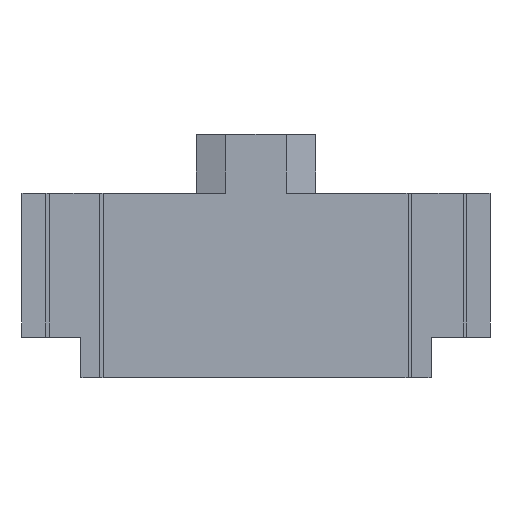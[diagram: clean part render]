
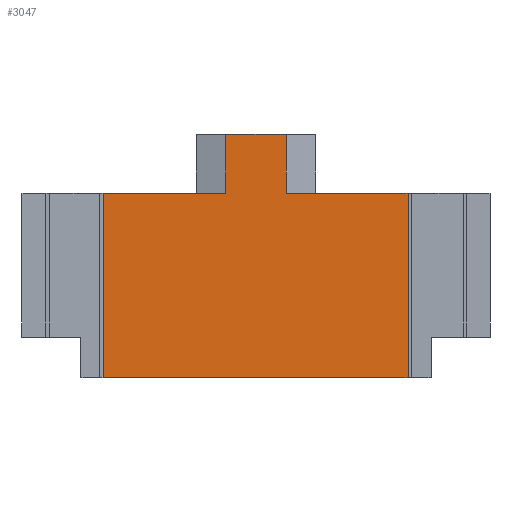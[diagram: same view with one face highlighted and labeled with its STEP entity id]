
A CAD part, front view. The second image highlights one B-rep face of the part: STEP entity #3047.
In plain terms, the highlighted planar face has unit normal (0, -1, 0).
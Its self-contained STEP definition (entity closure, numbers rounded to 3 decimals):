
#32 = PLANE('',#33);
#33 = AXIS2_PLACEMENT_3D('',#34,#35,#36);
#34 = CARTESIAN_POINT('',(12.7,15.9,-6.6));
#35 = DIRECTION('',(0.,0.,-1.));
#36 = DIRECTION('',(0.,-1.,0.));
#281 = VERTEX_POINT('',#282);
#282 = CARTESIAN_POINT('',(8.25,-15.9,-6.6));
#296 = PLANE('',#297);
#297 = AXIS2_PLACEMENT_3D('',#298,#299,#300);
#298 = CARTESIAN_POINT('',(8.25,-15.9,-6.6));
#299 = DIRECTION('',(-1.,0.,0.));
#300 = DIRECTION('',(0.,0.,1.));
#308 = EDGE_CURVE('',#281,#309,#311,.T.);
#309 = VERTEX_POINT('',#310);
#310 = CARTESIAN_POINT('',(-8.3,-15.9,-6.6));
#311 = SURFACE_CURVE('',#312,(#316,#323),.PCURVE_S1.);
#312 = LINE('',#313,#314);
#313 = CARTESIAN_POINT('',(8.25,-15.9,-6.6));
#314 = VECTOR('',#315,1.);
#315 = DIRECTION('',(-1.,0.,0.));
#316 = PCURVE('',#32,#317);
#317 = DEFINITIONAL_REPRESENTATION('',(#318),#322);
#318 = LINE('',#319,#320);
#319 = CARTESIAN_POINT('',(31.8,4.45));
#320 = VECTOR('',#321,1.);
#321 = DIRECTION('',(0.,1.));
#322 = ( GEOMETRIC_REPRESENTATION_CONTEXT(2) 
PARAMETRIC_REPRESENTATION_CONTEXT() REPRESENTATION_CONTEXT('2D SPACE',''
  ) );
#323 = PCURVE('',#324,#329);
#324 = PLANE('',#325);
#325 = AXIS2_PLACEMENT_3D('',#326,#327,#328);
#326 = CARTESIAN_POINT('',(9.5,-15.9,-6.6));
#327 = DIRECTION('',(0.,1.,0.));
#328 = DIRECTION('',(0.,0.,1.));
#329 = DEFINITIONAL_REPRESENTATION('',(#330),#334);
#330 = LINE('',#331,#332);
#331 = CARTESIAN_POINT('',(0.,-1.25));
#332 = VECTOR('',#333,1.);
#333 = DIRECTION('',(0.,-1.));
#334 = ( GEOMETRIC_REPRESENTATION_CONTEXT(2) 
PARAMETRIC_REPRESENTATION_CONTEXT() REPRESENTATION_CONTEXT('2D SPACE',''
  ) );
#352 = PLANE('',#353);
#353 = AXIS2_PLACEMENT_3D('',#354,#355,#356);
#354 = CARTESIAN_POINT('',(-8.3,-15.3,-6.6));
#355 = DIRECTION('',(-1.,0.,0.));
#356 = DIRECTION('',(0.,0.,1.));
#2354 = PLANE('',#2355);
#2355 = AXIS2_PLACEMENT_3D('',#2356,#2357,#2358);
#2356 = CARTESIAN_POINT('',(-11.25,15.4,3.4));
#2357 = DIRECTION('',(-0.,0.,-1.));
#2358 = DIRECTION('',(0.,1.,0.));
#2410 = PLANE('',#2411);
#2411 = AXIS2_PLACEMENT_3D('',#2412,#2413,#2414);
#2412 = CARTESIAN_POINT('',(-1.65,-16.,6.6));
#2413 = DIRECTION('',(0.,0.,1.));
#2414 = DIRECTION('',(1.,0.,-0.));
#2466 = PLANE('',#2467);
#2467 = AXIS2_PLACEMENT_3D('',#2468,#2469,#2470);
#2468 = CARTESIAN_POINT('',(-11.25,15.4,3.4));
#2469 = DIRECTION('',(-0.,0.,-1.));
#2470 = DIRECTION('',(0.,1.,0.));
#3003 = EDGE_CURVE('',#281,#3004,#3006,.T.);
#3004 = VERTEX_POINT('',#3005);
#3005 = CARTESIAN_POINT('',(8.25,-15.9,3.4));
#3006 = SURFACE_CURVE('',#3007,(#3011,#3018),.PCURVE_S1.);
#3007 = LINE('',#3008,#3009);
#3008 = CARTESIAN_POINT('',(8.25,-15.9,-6.6));
#3009 = VECTOR('',#3010,1.);
#3010 = DIRECTION('',(0.,0.,1.));
#3011 = PCURVE('',#296,#3012);
#3012 = DEFINITIONAL_REPRESENTATION('',(#3013),#3017);
#3013 = LINE('',#3014,#3015);
#3014 = CARTESIAN_POINT('',(0.,0.));
#3015 = VECTOR('',#3016,1.);
#3016 = DIRECTION('',(1.,0.));
#3017 = ( GEOMETRIC_REPRESENTATION_CONTEXT(2) 
PARAMETRIC_REPRESENTATION_CONTEXT() REPRESENTATION_CONTEXT('2D SPACE',''
  ) );
#3018 = PCURVE('',#324,#3019);
#3019 = DEFINITIONAL_REPRESENTATION('',(#3020),#3024);
#3020 = LINE('',#3021,#3022);
#3021 = CARTESIAN_POINT('',(0.,-1.25));
#3022 = VECTOR('',#3023,1.);
#3023 = DIRECTION('',(1.,0.));
#3024 = ( GEOMETRIC_REPRESENTATION_CONTEXT(2) 
PARAMETRIC_REPRESENTATION_CONTEXT() REPRESENTATION_CONTEXT('2D SPACE',''
  ) );
#3047 = ADVANCED_FACE('',(#3048),#324,.F.);
#3048 = FACE_BOUND('',#3049,.F.);
#3049 = EDGE_LOOP('',(#3050,#3073,#3096,#3124,#3147,#3175,#3196,#3197));
#3050 = ORIENTED_EDGE('',*,*,#3051,.T.);
#3051 = EDGE_CURVE('',#309,#3052,#3054,.T.);
#3052 = VERTEX_POINT('',#3053);
#3053 = CARTESIAN_POINT('',(-8.3,-15.9,3.4));
#3054 = SURFACE_CURVE('',#3055,(#3059,#3066),.PCURVE_S1.);
#3055 = LINE('',#3056,#3057);
#3056 = CARTESIAN_POINT('',(-8.3,-15.9,-0.5));
#3057 = VECTOR('',#3058,1.);
#3058 = DIRECTION('',(0.,-0.,1.));
#3059 = PCURVE('',#324,#3060);
#3060 = DEFINITIONAL_REPRESENTATION('',(#3061),#3065);
#3061 = LINE('',#3062,#3063);
#3062 = CARTESIAN_POINT('',(6.1,-17.8));
#3063 = VECTOR('',#3064,1.);
#3064 = DIRECTION('',(1.,0.));
#3065 = ( GEOMETRIC_REPRESENTATION_CONTEXT(2) 
PARAMETRIC_REPRESENTATION_CONTEXT() REPRESENTATION_CONTEXT('2D SPACE',''
  ) );
#3066 = PCURVE('',#352,#3067);
#3067 = DEFINITIONAL_REPRESENTATION('',(#3068),#3072);
#3068 = LINE('',#3069,#3070);
#3069 = CARTESIAN_POINT('',(6.1,-0.6));
#3070 = VECTOR('',#3071,1.);
#3071 = DIRECTION('',(1.,0.));
#3072 = ( GEOMETRIC_REPRESENTATION_CONTEXT(2) 
PARAMETRIC_REPRESENTATION_CONTEXT() REPRESENTATION_CONTEXT('2D SPACE',''
  ) );
#3073 = ORIENTED_EDGE('',*,*,#3074,.F.);
#3074 = EDGE_CURVE('',#3075,#3052,#3077,.T.);
#3075 = VERTEX_POINT('',#3076);
#3076 = CARTESIAN_POINT('',(-1.65,-15.9,3.4));
#3077 = SURFACE_CURVE('',#3078,(#3082,#3089),.PCURVE_S1.);
#3078 = LINE('',#3079,#3080);
#3079 = CARTESIAN_POINT('',(12.7,-15.9,3.4));
#3080 = VECTOR('',#3081,1.);
#3081 = DIRECTION('',(-1.,0.,0.));
#3082 = PCURVE('',#324,#3083);
#3083 = DEFINITIONAL_REPRESENTATION('',(#3084),#3088);
#3084 = LINE('',#3085,#3086);
#3085 = CARTESIAN_POINT('',(10.,3.2));
#3086 = VECTOR('',#3087,1.);
#3087 = DIRECTION('',(0.,-1.));
#3088 = ( GEOMETRIC_REPRESENTATION_CONTEXT(2) 
PARAMETRIC_REPRESENTATION_CONTEXT() REPRESENTATION_CONTEXT('2D SPACE',''
  ) );
#3089 = PCURVE('',#2466,#3090);
#3090 = DEFINITIONAL_REPRESENTATION('',(#3091),#3095);
#3091 = LINE('',#3092,#3093);
#3092 = CARTESIAN_POINT('',(-31.3,23.95));
#3093 = VECTOR('',#3094,1.);
#3094 = DIRECTION('',(0.,-1.));
#3095 = ( GEOMETRIC_REPRESENTATION_CONTEXT(2) 
PARAMETRIC_REPRESENTATION_CONTEXT() REPRESENTATION_CONTEXT('2D SPACE',''
  ) );
#3096 = ORIENTED_EDGE('',*,*,#3097,.F.);
#3097 = EDGE_CURVE('',#3098,#3075,#3100,.T.);
#3098 = VERTEX_POINT('',#3099);
#3099 = CARTESIAN_POINT('',(-1.65,-15.9,6.6));
#3100 = SURFACE_CURVE('',#3101,(#3105,#3112),.PCURVE_S1.);
#3101 = LINE('',#3102,#3103);
#3102 = CARTESIAN_POINT('',(-1.65,-15.9,3.4));
#3103 = VECTOR('',#3104,1.);
#3104 = DIRECTION('',(0.,0.,-1.));
#3105 = PCURVE('',#324,#3106);
#3106 = DEFINITIONAL_REPRESENTATION('',(#3107),#3111);
#3107 = LINE('',#3108,#3109);
#3108 = CARTESIAN_POINT('',(10.,-11.15));
#3109 = VECTOR('',#3110,1.);
#3110 = DIRECTION('',(-1.,0.));
#3111 = ( GEOMETRIC_REPRESENTATION_CONTEXT(2) 
PARAMETRIC_REPRESENTATION_CONTEXT() REPRESENTATION_CONTEXT('2D SPACE',''
  ) );
#3112 = PCURVE('',#3113,#3118);
#3113 = PLANE('',#3114);
#3114 = AXIS2_PLACEMENT_3D('',#3115,#3116,#3117);
#3115 = CARTESIAN_POINT('',(-2.45,-15.667,3.4));
#3116 = DIRECTION('',(0.28,0.96,0.));
#3117 = DIRECTION('',(0.,0.,-1.));
#3118 = DEFINITIONAL_REPRESENTATION('',(#3119),#3123);
#3119 = LINE('',#3120,#3121);
#3120 = CARTESIAN_POINT('',(0.,-0.833));
#3121 = VECTOR('',#3122,1.);
#3122 = DIRECTION('',(1.,-0.));
#3123 = ( GEOMETRIC_REPRESENTATION_CONTEXT(2) 
PARAMETRIC_REPRESENTATION_CONTEXT() REPRESENTATION_CONTEXT('2D SPACE',''
  ) );
#3124 = ORIENTED_EDGE('',*,*,#3125,.F.);
#3125 = EDGE_CURVE('',#3126,#3098,#3128,.T.);
#3126 = VERTEX_POINT('',#3127);
#3127 = CARTESIAN_POINT('',(1.65,-15.9,6.6));
#3128 = SURFACE_CURVE('',#3129,(#3133,#3140),.PCURVE_S1.);
#3129 = LINE('',#3130,#3131);
#3130 = CARTESIAN_POINT('',(3.25,-15.9,6.6));
#3131 = VECTOR('',#3132,1.);
#3132 = DIRECTION('',(-1.,0.,0.));
#3133 = PCURVE('',#324,#3134);
#3134 = DEFINITIONAL_REPRESENTATION('',(#3135),#3139);
#3135 = LINE('',#3136,#3137);
#3136 = CARTESIAN_POINT('',(13.2,-6.25));
#3137 = VECTOR('',#3138,1.);
#3138 = DIRECTION('',(0.,-1.));
#3139 = ( GEOMETRIC_REPRESENTATION_CONTEXT(2) 
PARAMETRIC_REPRESENTATION_CONTEXT() REPRESENTATION_CONTEXT('2D SPACE',''
  ) );
#3140 = PCURVE('',#2410,#3141);
#3141 = DEFINITIONAL_REPRESENTATION('',(#3142),#3146);
#3142 = LINE('',#3143,#3144);
#3143 = CARTESIAN_POINT('',(4.9,0.1));
#3144 = VECTOR('',#3145,1.);
#3145 = DIRECTION('',(-1.,0.));
#3146 = ( GEOMETRIC_REPRESENTATION_CONTEXT(2) 
PARAMETRIC_REPRESENTATION_CONTEXT() REPRESENTATION_CONTEXT('2D SPACE',''
  ) );
#3147 = ORIENTED_EDGE('',*,*,#3148,.F.);
#3148 = EDGE_CURVE('',#3149,#3126,#3151,.T.);
#3149 = VERTEX_POINT('',#3150);
#3150 = CARTESIAN_POINT('',(1.65,-15.9,3.4));
#3151 = SURFACE_CURVE('',#3152,(#3156,#3163),.PCURVE_S1.);
#3152 = LINE('',#3153,#3154);
#3153 = CARTESIAN_POINT('',(1.65,-15.9,5.));
#3154 = VECTOR('',#3155,1.);
#3155 = DIRECTION('',(-0.,0.,1.));
#3156 = PCURVE('',#324,#3157);
#3157 = DEFINITIONAL_REPRESENTATION('',(#3158),#3162);
#3158 = LINE('',#3159,#3160);
#3159 = CARTESIAN_POINT('',(11.6,-7.85));
#3160 = VECTOR('',#3161,1.);
#3161 = DIRECTION('',(1.,0.));
#3162 = ( GEOMETRIC_REPRESENTATION_CONTEXT(2) 
PARAMETRIC_REPRESENTATION_CONTEXT() REPRESENTATION_CONTEXT('2D SPACE',''
  ) );
#3163 = PCURVE('',#3164,#3169);
#3164 = PLANE('',#3165);
#3165 = AXIS2_PLACEMENT_3D('',#3166,#3167,#3168);
#3166 = CARTESIAN_POINT('',(2.45,-15.667,3.4));
#3167 = DIRECTION('',(0.28,-0.96,0.));
#3168 = DIRECTION('',(0.,0.,-1.));
#3169 = DEFINITIONAL_REPRESENTATION('',(#3170),#3174);
#3170 = LINE('',#3171,#3172);
#3171 = CARTESIAN_POINT('',(-1.6,-0.833));
#3172 = VECTOR('',#3173,1.);
#3173 = DIRECTION('',(-1.,0.));
#3174 = ( GEOMETRIC_REPRESENTATION_CONTEXT(2) 
PARAMETRIC_REPRESENTATION_CONTEXT() REPRESENTATION_CONTEXT('2D SPACE',''
  ) );
#3175 = ORIENTED_EDGE('',*,*,#3176,.F.);
#3176 = EDGE_CURVE('',#3004,#3149,#3177,.T.);
#3177 = SURFACE_CURVE('',#3178,(#3182,#3189),.PCURVE_S1.);
#3178 = LINE('',#3179,#3180);
#3179 = CARTESIAN_POINT('',(12.7,-15.9,3.4));
#3180 = VECTOR('',#3181,1.);
#3181 = DIRECTION('',(-1.,0.,0.));
#3182 = PCURVE('',#324,#3183);
#3183 = DEFINITIONAL_REPRESENTATION('',(#3184),#3188);
#3184 = LINE('',#3185,#3186);
#3185 = CARTESIAN_POINT('',(10.,3.2));
#3186 = VECTOR('',#3187,1.);
#3187 = DIRECTION('',(0.,-1.));
#3188 = ( GEOMETRIC_REPRESENTATION_CONTEXT(2) 
PARAMETRIC_REPRESENTATION_CONTEXT() REPRESENTATION_CONTEXT('2D SPACE',''
  ) );
#3189 = PCURVE('',#2354,#3190);
#3190 = DEFINITIONAL_REPRESENTATION('',(#3191),#3195);
#3191 = LINE('',#3192,#3193);
#3192 = CARTESIAN_POINT('',(-31.3,23.95));
#3193 = VECTOR('',#3194,1.);
#3194 = DIRECTION('',(0.,-1.));
#3195 = ( GEOMETRIC_REPRESENTATION_CONTEXT(2) 
PARAMETRIC_REPRESENTATION_CONTEXT() REPRESENTATION_CONTEXT('2D SPACE',''
  ) );
#3196 = ORIENTED_EDGE('',*,*,#3003,.F.);
#3197 = ORIENTED_EDGE('',*,*,#308,.T.);
